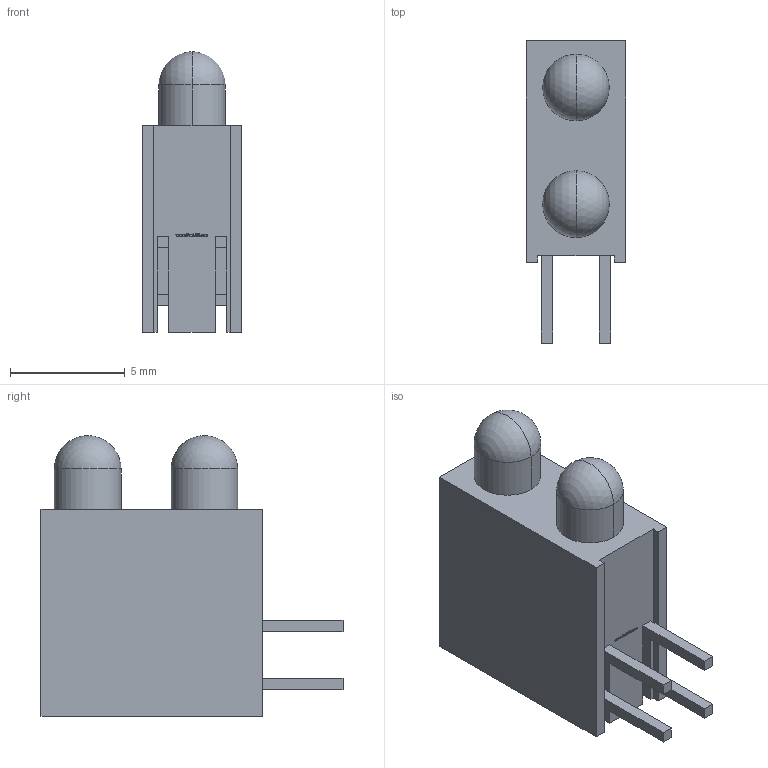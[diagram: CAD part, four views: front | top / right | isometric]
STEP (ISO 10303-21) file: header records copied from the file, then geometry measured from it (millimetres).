
FILE_DESCRIPTION (( 'STEP AP214' ), '1' );
FILE_NAME ('XVG2Lxx147.STEP', '2015-09-08T18:21:06', ( '' ), ( '' ), 'SwSTEP 2.0', 'SolidWorks 2012', '' );
FILE_SCHEMA (( 'AUTOMOTIVE_DESIGN' ));
Length unit declared in the file: millimetre
Products named in the file (1): XVG2Lxx147
Bounding box: 4.32 x 13.15 x 12.22 mm (x, y, z)
Volume: 390.3 mm3; surface area: 481.9 mm2
Topology: 1 solids, 1 shells, 244 faces, 666 edges, 438 vertices
Faces by surface type: plane 166, bspline 68, cylinder 6, sphere 4
Entity records: 12720 total; most frequent: CARTESIAN_POINT 4549, ORIENTED_EDGE 1316, DIRECTION 892, EDGE_CURVE 658, VECTOR 506, LINE 506, VERTEX_POINT 434, EDGE_LOOP 262
